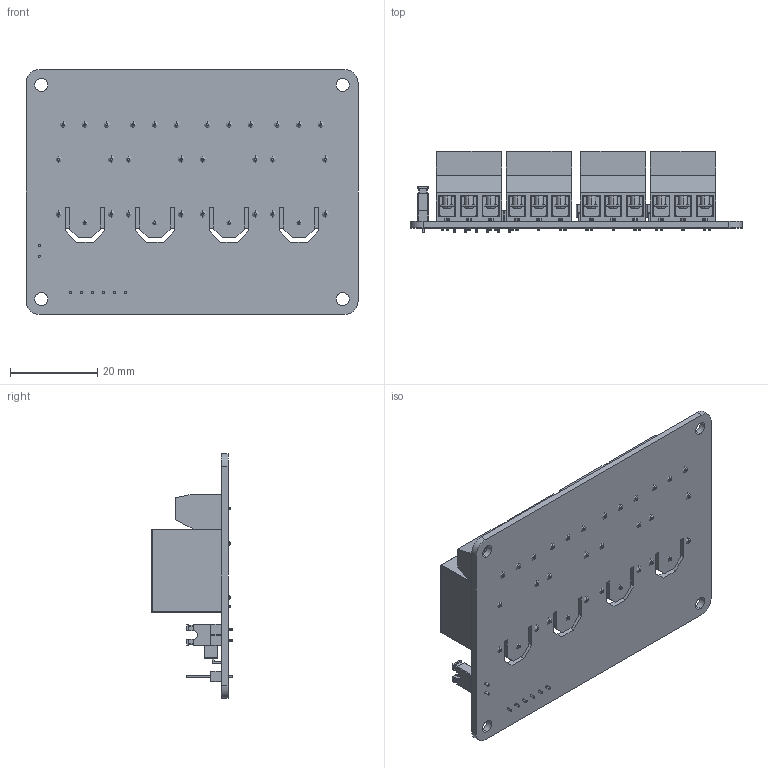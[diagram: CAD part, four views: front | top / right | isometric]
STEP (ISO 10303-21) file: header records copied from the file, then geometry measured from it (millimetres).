
FILE_DESCRIPTION (( 'STEP AP203' ), '1' );
FILE_NAME ('Relay - 4 Ch - 5v Montaj.STEP', '2020-08-08T01:45:15', ( '' ), ( '' ), 'SwSTEP 2.0', 'SolidWorks 2018', '' );
FILE_SCHEMA (( 'CONFIG_CONTROL_DESIGN' ));
Length unit declared in the file: millimetre
Products named in the file (8): Jumper_Varsayilan; Relay - 4 Ch - 5v Montaj; Metal Clamp Part_Varsayilan; Relay Body_Varsayilan; 2 Header_Varsayilan; 4 Ch - 5v Relay Board_Varsayilan; 6 Header_Varsayilan; Clamp Body_Varsayilan
Assembly tree (24 placements, depth 2):
  Relay - 4 Ch - 5v Montaj
    4 Ch - 5v Relay Board_Varsayilan
    Relay Body_Varsayilan  x4
    Clamp Body_Varsayilan  x4
    Metal Clamp Part_Varsayilan  x12
    6 Header_Varsayilan
    2 Header_Varsayilan
    Jumper_Varsayilan
Bounding box: 76 x 18.5 x 56 mm (x, y, z)
Volume: 27681 mm3; surface area: 24730.5 mm2
Topology: 24 solids, 24 shells, 1599 faces, 4028 edges, 2616 vertices
Faces by surface type: plane 863, cylinder 584, bspline 88, torus 48, sphere 16
Entity records: 21554 total; most frequent: CARTESIAN_POINT 3737, DIRECTION 3498, ORIENTED_EDGE 3368, EDGE_CURVE 1684, AXIS2_PLACEMENT_3D 1197, VERTEX_POINT 1108, VECTOR 1104, LINE 1104
